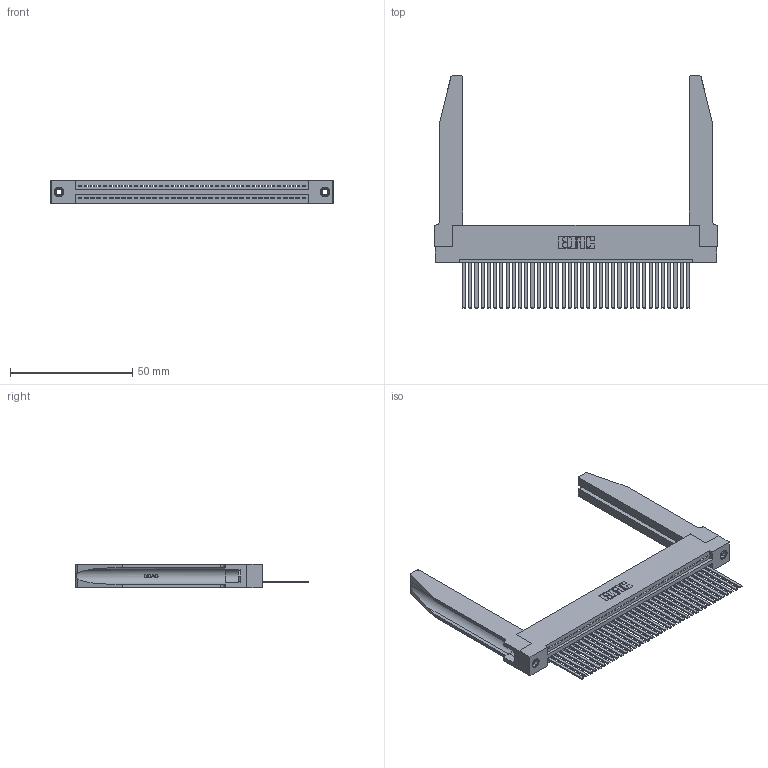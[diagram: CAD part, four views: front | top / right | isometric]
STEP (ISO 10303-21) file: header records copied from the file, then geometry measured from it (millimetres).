
FILE_DESCRIPTION (( 'STEP AP203' ), '1' );
FILE_NAME ('345-037-544-178.STEP', '2019-10-08T02:07:10', ( '' ), ( '' ), 'SwSTEP 2.0', 'SolidWorks 2016', '' );
FILE_SCHEMA (( 'CONFIG_CONTROL_DESIGN' ));
Length unit declared in the file: inch
Products named in the file (5): 345-250-001_345-250-001-102; 345-037-544-178; 345-292-001_345-293-144; 345-220-078_345-220-078; 345 Part_Flush Mounting Lugs - 0.156 Dia-TH
Assembly tree (42 placements, depth 2):
  345-037-544-178
    345 Part_Flush Mounting Lugs - 0.156 Dia-TH
    345-292-001_345-293-144  x37
    345-250-001_345-250-001-102  x2
    345-220-078_345-220-078  x2
Bounding box: 115.21 x 94.92 x 9.4 mm (x, y, z)
Volume: 19101.2 mm3; surface area: 23121.6 mm2
Topology: 42 solids, 42 shells, 2284 faces, 6795 edges, 4470 vertices
Faces by surface type: plane 1554, cylinder 678, bspline 36, cone 12, torus 4
Entity records: 33076 total; most frequent: CARTESIAN_POINT 6626, ORIENTED_EDGE 5494, DIRECTION 4799, EDGE_CURVE 2747, VECTOR 2377, LINE 2377, VERTEX_POINT 1824, AXIS2_PLACEMENT_3D 1211
